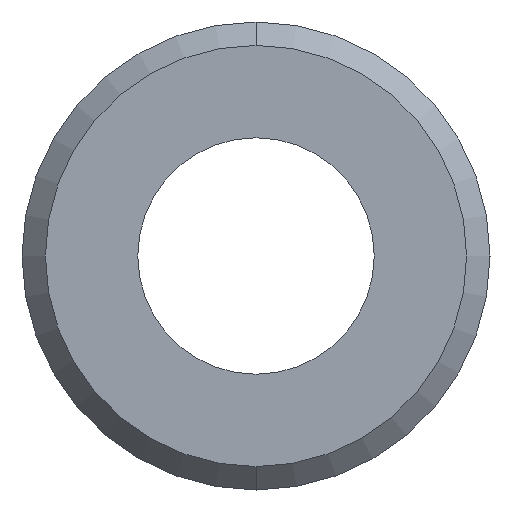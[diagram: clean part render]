
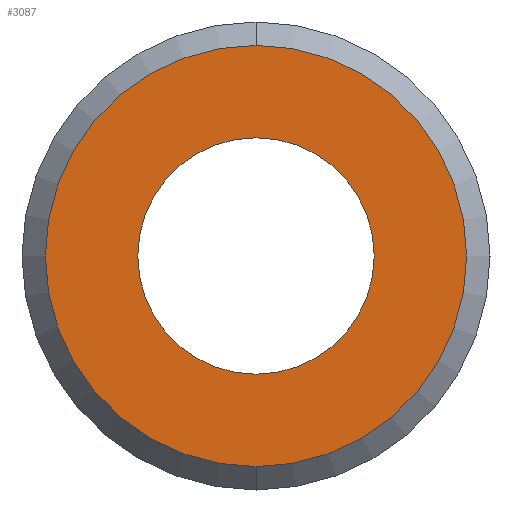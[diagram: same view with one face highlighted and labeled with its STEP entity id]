
A CAD part, front view. The second image highlights one B-rep face of the part: STEP entity #3087.
In plain terms, the highlighted planar face has unit normal (0, -1, 0).
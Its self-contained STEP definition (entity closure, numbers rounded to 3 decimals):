
#186 = CIRCLE ( 'NONE', #6945, 5.053 ) ;
#188 = VERTEX_POINT ( 'NONE', #7645 ) ;
#562 = AXIS2_PLACEMENT_3D ( 'NONE', #1018, #7359, #7340 ) ;
#586 = CARTESIAN_POINT ( 'NONE',  ( 0., 68.958, -2. ) ) ;
#761 = CIRCLE ( 'NONE', #7122, 5.053 ) ;
#1018 = CARTESIAN_POINT ( 'NONE',  ( 9.9, 68.958, 7.9 ) ) ;
#1630 = VERTEX_POINT ( 'NONE', #2441 ) ;
#1917 = AXIS2_PLACEMENT_3D ( 'NONE', #7433, #3709, #7408 ) ;
#2028 = EDGE_CURVE ( 'NONE', #3930, #1630, #4945, .T. ) ;
#2098 = CARTESIAN_POINT ( 'NONE',  ( 5.053, 68.958, -2. ) ) ;
#2396 = AXIS2_PLACEMENT_3D ( 'NONE', #3800, #6211, #2481 ) ;
#2441 = CARTESIAN_POINT ( 'NONE',  ( 0., 68.958, -11. ) ) ;
#2481 = DIRECTION ( 'NONE',  ( 0., 0., 1. ) ) ;
#2893 = VERTEX_POINT ( 'NONE', #2098 ) ;
#3087 = ADVANCED_FACE ( 'NONE', ( #3724, #4887 ), #5936, .T. ) ;
#3174 = EDGE_CURVE ( 'NONE', #1630, #3930, #6930, .T. ) ;
#3525 = EDGE_CURVE ( 'NONE', #188, #2893, #186, .T. ) ;
#3709 = DIRECTION ( 'NONE',  ( 0., -1., 0. ) ) ;
#3724 = FACE_BOUND ( 'NONE', #8024, .T. ) ;
#3800 = CARTESIAN_POINT ( 'NONE',  ( 0., 68.958, -2. ) ) ;
#3930 = VERTEX_POINT ( 'NONE', #4836 ) ;
#4050 = DIRECTION ( 'NONE',  ( -1., 0., 0. ) ) ;
#4347 = ORIENTED_EDGE ( 'NONE', *, *, #3525, .T. ) ;
#4539 = ORIENTED_EDGE ( 'NONE', *, *, #2028, .T. ) ;
#4836 = CARTESIAN_POINT ( 'NONE',  ( 0., 68.958, 7. ) ) ;
#4887 = FACE_OUTER_BOUND ( 'NONE', #5767, .T. ) ;
#4945 = CIRCLE ( 'NONE', #1917, 9. ) ;
#4956 = DIRECTION ( 'NONE',  ( -1., 0., 0. ) ) ;
#5253 = EDGE_CURVE ( 'NONE', #2893, #188, #761, .T. ) ;
#5511 = DIRECTION ( 'NONE',  ( 0., 1., 0. ) ) ;
#5767 = EDGE_LOOP ( 'NONE', ( #4539, #7846 ) ) ;
#5936 = PLANE ( 'NONE',  #562 ) ;
#6211 = DIRECTION ( 'NONE',  ( 0., -1., 0. ) ) ;
#6930 = CIRCLE ( 'NONE', #2396, 9. ) ;
#6945 = AXIS2_PLACEMENT_3D ( 'NONE', #586, #5511, #4956 ) ;
#7040 = ORIENTED_EDGE ( 'NONE', *, *, #5253, .T. ) ;
#7122 = AXIS2_PLACEMENT_3D ( 'NONE', #7784, #7163, #4050 ) ;
#7163 = DIRECTION ( 'NONE',  ( 0., 1., 0. ) ) ;
#7340 = DIRECTION ( 'NONE',  ( 0., 0., -1. ) ) ;
#7359 = DIRECTION ( 'NONE',  ( 0., -1., 0. ) ) ;
#7408 = DIRECTION ( 'NONE',  ( 0., 0., 1. ) ) ;
#7433 = CARTESIAN_POINT ( 'NONE',  ( 0., 68.958, -2. ) ) ;
#7645 = CARTESIAN_POINT ( 'NONE',  ( -5.053, 68.958, -2. ) ) ;
#7784 = CARTESIAN_POINT ( 'NONE',  ( 0., 68.958, -2. ) ) ;
#7846 = ORIENTED_EDGE ( 'NONE', *, *, #3174, .T. ) ;
#8024 = EDGE_LOOP ( 'NONE', ( #4347, #7040 ) ) ;
